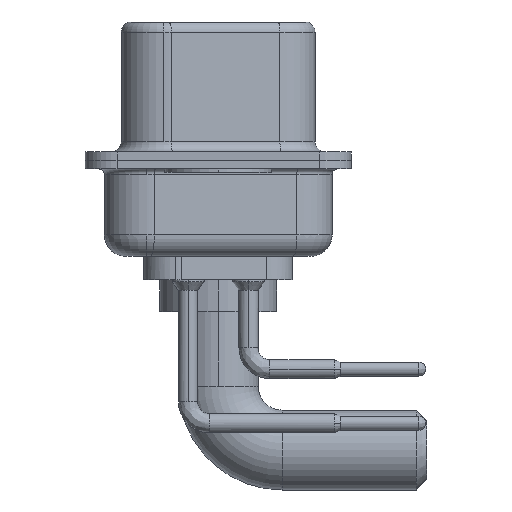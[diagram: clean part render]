
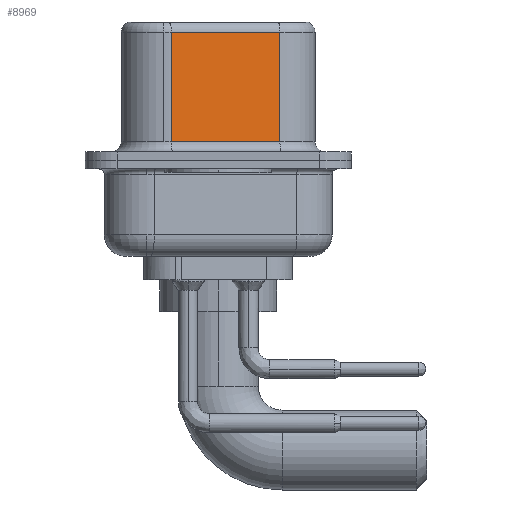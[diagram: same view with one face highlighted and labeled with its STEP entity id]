
A CAD part, left-side view. The second image highlights one B-rep face of the part: STEP entity #8969.
In plain terms, the highlighted planar face has unit normal (-0.985, -0.174, 0).
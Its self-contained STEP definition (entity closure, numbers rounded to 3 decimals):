
#55 = ORIENTED_EDGE ( 'NONE', *, *, #7933, .F. ) ;
#888 = DIRECTION ( 'NONE',  ( 0.985, 0.174, 0. ) ) ;
#1536 = CARTESIAN_POINT ( 'NONE',  ( 4.58, -2.897, 6.52 ) ) ;
#1724 = VECTOR ( 'NONE', #10884, 1000. ) ;
#2317 = CARTESIAN_POINT ( 'NONE',  ( 4.58, -2.897, 6.02 ) ) ;
#2833 = CARTESIAN_POINT ( 'NONE',  ( 4.58, -2.897, 6.52 ) ) ;
#3338 = CARTESIAN_POINT ( 'NONE',  ( 4.58, -2.897, 0.9 ) ) ;
#3549 = CARTESIAN_POINT ( 'NONE',  ( 4.58, -2.897, 6.02 ) ) ;
#4269 = VECTOR ( 'NONE', #22661, 1000. ) ;
#5978 = LINE ( 'NONE', #2317, #4269 ) ;
#7189 = EDGE_CURVE ( 'NONE', #9148, #10839, #5978, .T. ) ;
#7233 = LINE ( 'NONE', #3338, #1724 ) ;
#7933 = EDGE_CURVE ( 'NONE', #9148, #23821, #11032, .T. ) ;
#8969 = ADVANCED_FACE ( 'NONE', ( #17586 ), #10144, .F. ) ;
#9148 = VERTEX_POINT ( 'NONE', #3549 ) ;
#9747 = VECTOR ( 'NONE', #18358, 1000. ) ;
#10144 = PLANE ( 'NONE',  #11717 ) ;
#10385 = CARTESIAN_POINT ( 'NONE',  ( 3.68, 2.203, 6.02 ) ) ;
#10839 = VERTEX_POINT ( 'NONE', #10385 ) ;
#10884 = DIRECTION ( 'NONE',  ( 0.174, -0.985, 0. ) ) ;
#11032 = LINE ( 'NONE', #1536, #9747 ) ;
#11193 = ORIENTED_EDGE ( 'NONE', *, *, #7189, .T. ) ;
#11349 = CARTESIAN_POINT ( 'NONE',  ( 3.68, 2.203, 0.9 ) ) ;
#11717 = AXIS2_PLACEMENT_3D ( 'NONE', #2833, #888, #23533 ) ;
#12224 = VERTEX_POINT ( 'NONE', #11349 ) ;
#12396 = EDGE_CURVE ( 'NONE', #10839, #12224, #19500, .T. ) ;
#13018 = EDGE_CURVE ( 'NONE', #12224, #23821, #7233, .T. ) ;
#13352 = VECTOR ( 'NONE', #23274, 1000. ) ;
#15480 = CARTESIAN_POINT ( 'NONE',  ( 3.68, 2.203, 6.52 ) ) ;
#15822 = ORIENTED_EDGE ( 'NONE', *, *, #13018, .T. ) ;
#17335 = EDGE_LOOP ( 'NONE', ( #55, #11193, #19356, #15822 ) ) ;
#17586 = FACE_OUTER_BOUND ( 'NONE', #17335, .T. ) ;
#18358 = DIRECTION ( 'NONE',  ( 0., 0., -1. ) ) ;
#19356 = ORIENTED_EDGE ( 'NONE', *, *, #12396, .T. ) ;
#19500 = LINE ( 'NONE', #15480, #13352 ) ;
#21060 = CARTESIAN_POINT ( 'NONE',  ( 4.58, -2.897, 0.9 ) ) ;
#22661 = DIRECTION ( 'NONE',  ( -0.174, 0.985, 0. ) ) ;
#23274 = DIRECTION ( 'NONE',  ( 0., 0., -1. ) ) ;
#23533 = DIRECTION ( 'NONE',  ( -0.174, 0.985, 0. ) ) ;
#23821 = VERTEX_POINT ( 'NONE', #21060 ) ;
